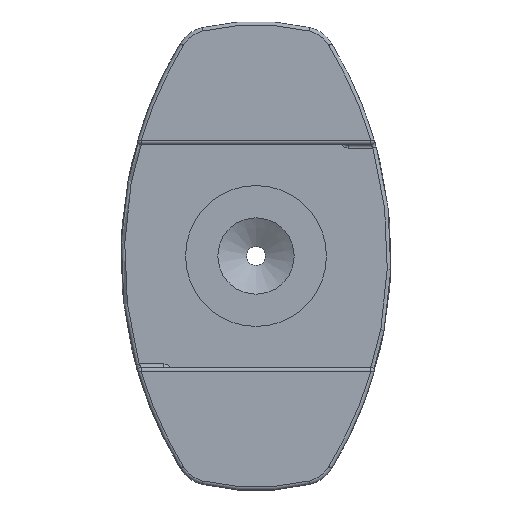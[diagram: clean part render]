
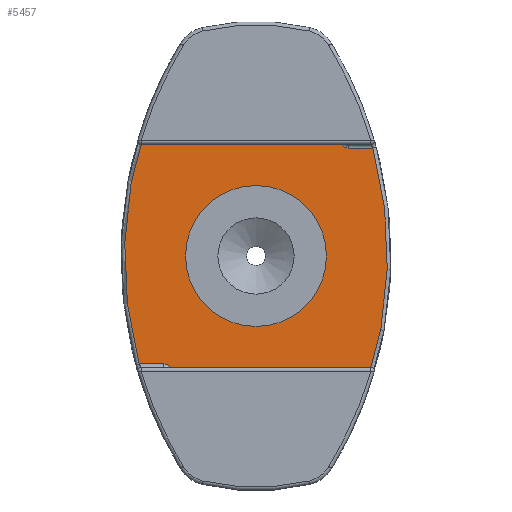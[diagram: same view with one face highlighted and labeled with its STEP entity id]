
A CAD part, left-side view. The second image highlights one B-rep face of the part: STEP entity #5457.
In plain terms, the highlighted planar face has unit normal (-1, 0, 0).
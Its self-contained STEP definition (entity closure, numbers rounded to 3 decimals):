
#250=CIRCLE('',#5851,6.);
#251=CIRCLE('',#5852,0.6);
#252=CIRCLE('',#5853,7.);
#253=CIRCLE('',#5854,0.3);
#254=CIRCLE('',#5855,34.7);
#255=CIRCLE('',#5856,0.6);
#256=CIRCLE('',#5857,7.);
#257=CIRCLE('',#5858,0.3);
#258=CIRCLE('',#5859,34.7);
#777=ORIENTED_EDGE('',*,*,#2438,.F.);
#778=ORIENTED_EDGE('',*,*,#2439,.T.);
#779=ORIENTED_EDGE('',*,*,#2440,.T.);
#780=ORIENTED_EDGE('',*,*,#2441,.F.);
#781=ORIENTED_EDGE('',*,*,#2442,.F.);
#782=ORIENTED_EDGE('',*,*,#2443,.F.);
#783=ORIENTED_EDGE('',*,*,#2444,.T.);
#784=ORIENTED_EDGE('',*,*,#2445,.T.);
#785=ORIENTED_EDGE('',*,*,#2446,.T.);
#786=ORIENTED_EDGE('',*,*,#2447,.T.);
#787=ORIENTED_EDGE('',*,*,#2448,.F.);
#788=ORIENTED_EDGE('',*,*,#2449,.F.);
#789=ORIENTED_EDGE('',*,*,#2450,.F.);
#790=ORIENTED_EDGE('',*,*,#2451,.T.);
#791=ORIENTED_EDGE('',*,*,#2452,.T.);
#2438=EDGE_CURVE('',#3272,#3272,#250,.F.);
#2439=EDGE_CURVE('',#3273,#3274,#3710,.F.);
#2440=EDGE_CURVE('',#3274,#3275,#251,.T.);
#2441=EDGE_CURVE('',#3276,#3275,#3711,.T.);
#2442=EDGE_CURVE('',#3277,#3276,#252,.T.);
#2443=EDGE_CURVE('',#3278,#3277,#3712,.T.);
#2444=EDGE_CURVE('',#3278,#3279,#253,.T.);
#2445=EDGE_CURVE('',#3279,#3280,#254,.F.);
#2446=EDGE_CURVE('',#3280,#3281,#3713,.F.);
#2447=EDGE_CURVE('',#3281,#3282,#255,.T.);
#2448=EDGE_CURVE('',#3283,#3282,#3714,.T.);
#2449=EDGE_CURVE('',#3284,#3283,#256,.T.);
#2450=EDGE_CURVE('',#3285,#3284,#3715,.T.);
#2451=EDGE_CURVE('',#3285,#3286,#257,.T.);
#2452=EDGE_CURVE('',#3286,#3273,#258,.F.);
#3272=VERTEX_POINT('',#8577);
#3273=VERTEX_POINT('',#8579);
#3274=VERTEX_POINT('',#8580);
#3275=VERTEX_POINT('',#8582);
#3276=VERTEX_POINT('',#8584);
#3277=VERTEX_POINT('',#8586);
#3278=VERTEX_POINT('',#8588);
#3279=VERTEX_POINT('',#8590);
#3280=VERTEX_POINT('',#8592);
#3281=VERTEX_POINT('',#8594);
#3282=VERTEX_POINT('',#8596);
#3283=VERTEX_POINT('',#8598);
#3284=VERTEX_POINT('',#8600);
#3285=VERTEX_POINT('',#8602);
#3286=VERTEX_POINT('',#8604);
#3710=LINE('',#8578,#4198);
#3711=LINE('',#8583,#4199);
#3712=LINE('',#8587,#4200);
#3713=LINE('',#8593,#4201);
#3714=LINE('',#8597,#4202);
#3715=LINE('',#8601,#4203);
#4198=VECTOR('',#6599,1000.);
#4199=VECTOR('',#6602,1000.);
#4200=VECTOR('',#6605,1000.);
#4201=VECTOR('',#6610,1000.);
#4202=VECTOR('',#6613,1000.);
#4203=VECTOR('',#6616,1000.);
#4574=EDGE_LOOP('',(#777));
#4575=EDGE_LOOP('',(#778,#779,#780,#781,#782,#783,#784,#785,#786,#787,#788,
#789,#790,#791));
#4944=FACE_BOUND('',#4574,.T.);
#4945=FACE_BOUND('',#4575,.T.);
#5283=PLANE('',#5850);
#5457=ADVANCED_FACE('',(#4944,#4945),#5283,.F.);
#5850=AXIS2_PLACEMENT_3D('',#8575,#6595,#6596);
#5851=AXIS2_PLACEMENT_3D('',#8576,#6597,#6598);
#5852=AXIS2_PLACEMENT_3D('',#8581,#6600,#6601);
#5853=AXIS2_PLACEMENT_3D('',#8585,#6603,#6604);
#5854=AXIS2_PLACEMENT_3D('',#8589,#6606,#6607);
#5855=AXIS2_PLACEMENT_3D('',#8591,#6608,#6609);
#5856=AXIS2_PLACEMENT_3D('',#8595,#6611,#6612);
#5857=AXIS2_PLACEMENT_3D('',#8599,#6614,#6615);
#5858=AXIS2_PLACEMENT_3D('',#8603,#6617,#6618);
#5859=AXIS2_PLACEMENT_3D('',#8605,#6619,#6620);
#6595=DIRECTION('',(1.,0.,0.));
#6596=DIRECTION('',(0.,1.,0.));
#6597=DIRECTION('',(1.,0.,0.));
#6598=DIRECTION('',(0.,1.,0.));
#6599=DIRECTION('',(0.,1.,0.));
#6600=DIRECTION('',(1.,0.,0.));
#6601=DIRECTION('',(0.,1.,0.));
#6602=DIRECTION('',(0.,0.469,0.883));
#6603=DIRECTION('',(1.,0.,0.));
#6604=DIRECTION('',(0.,1.,0.));
#6605=DIRECTION('',(0.,1.,0.));
#6606=DIRECTION('',(1.,0.,0.));
#6607=DIRECTION('',(0.,1.,0.));
#6608=DIRECTION('',(1.,0.,0.));
#6609=DIRECTION('',(0.,1.,0.));
#6610=DIRECTION('',(0.,-1.,0.));
#6611=DIRECTION('',(1.,0.,0.));
#6612=DIRECTION('',(0.,1.,0.));
#6613=DIRECTION('',(0.,-0.469,-0.883));
#6614=DIRECTION('',(1.,0.,0.));
#6615=DIRECTION('',(0.,1.,0.));
#6616=DIRECTION('',(0.,-1.,0.));
#6617=DIRECTION('',(1.,0.,0.));
#6618=DIRECTION('',(0.,1.,0.));
#6619=DIRECTION('',(1.,0.,0.));
#6620=DIRECTION('',(0.,1.,0.));
#8575=CARTESIAN_POINT('',(-3.,0.,0.));
#8576=CARTESIAN_POINT('',(-3.,0.,0.));
#8577=CARTESIAN_POINT('',(-3.,6.,0.));
#8578=CARTESIAN_POINT('',(-3.,7.662,-9.2));
#8579=CARTESIAN_POINT('',(-3.,9.958,-9.2));
#8580=CARTESIAN_POINT('',(-3.,7.842,-9.2));
#8581=CARTESIAN_POINT('',(-3.,7.842,-9.8));
#8582=CARTESIAN_POINT('',(-3.,7.334,-10.118));
#8583=CARTESIAN_POINT('',(-3.,6.181,-12.286));
#8584=CARTESIAN_POINT('',(-3.,6.181,-12.286));
#8585=CARTESIAN_POINT('',(-3.,0.,-9.));
#8586=CARTESIAN_POINT('',(-3.,0.,-16.));
#8587=CARTESIAN_POINT('',(-3.,0.,-16.));
#8588=CARTESIAN_POINT('',(-3.,-7.133,-16.));
#8589=CARTESIAN_POINT('',(-3.,-7.133,-16.3));
#8590=CARTESIAN_POINT('',(-3.,-7.273,-16.035));
#8591=CARTESIAN_POINT('',(-3.,23.5,0.));
#8592=CARTESIAN_POINT('',(-3.,-9.958,9.2));
#8593=CARTESIAN_POINT('',(-3.,-7.662,9.2));
#8594=CARTESIAN_POINT('',(-3.,-7.842,9.2));
#8595=CARTESIAN_POINT('',(-3.,-7.842,9.8));
#8596=CARTESIAN_POINT('',(-3.,-7.334,10.118));
#8597=CARTESIAN_POINT('',(-3.,-6.181,12.286));
#8598=CARTESIAN_POINT('',(-3.,-6.181,12.286));
#8599=CARTESIAN_POINT('',(-3.,0.,9.));
#8600=CARTESIAN_POINT('',(-3.,0.,16.));
#8601=CARTESIAN_POINT('',(-3.,0.,16.));
#8602=CARTESIAN_POINT('',(-3.,7.133,16.));
#8603=CARTESIAN_POINT('',(-3.,7.133,16.3));
#8604=CARTESIAN_POINT('',(-3.,7.273,16.035));
#8605=CARTESIAN_POINT('',(-3.,-23.5,0.));
